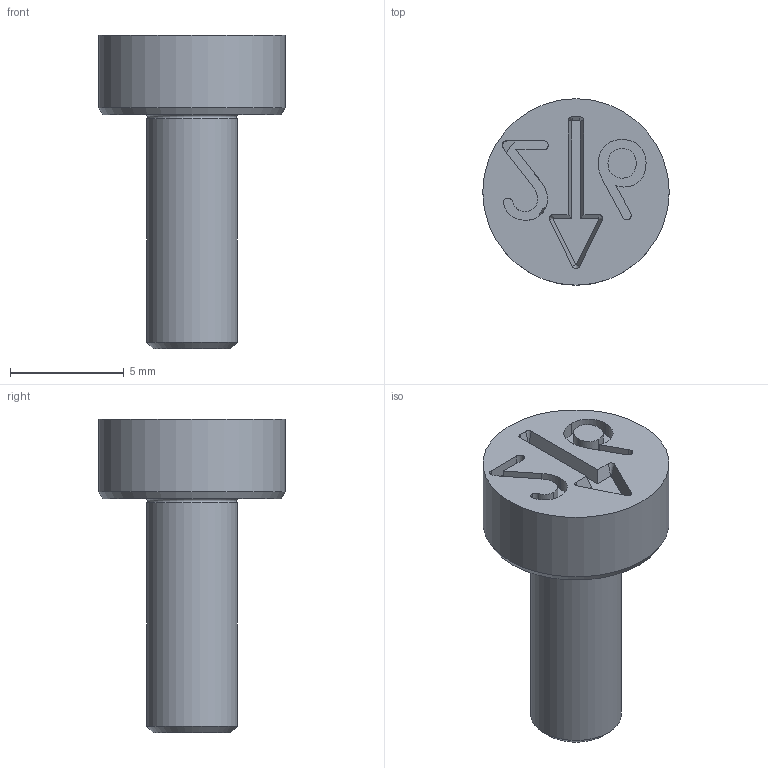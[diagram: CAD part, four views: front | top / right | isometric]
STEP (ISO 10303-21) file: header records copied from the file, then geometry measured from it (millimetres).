
FILE_DESCRIPTION(/* description */ (''),/* implementation_level */ '2;1');
FILE_NAME(/* name */ 'Dati-1400_F$16$Jahr.stp',/* time_stamp */ '2025-09-11T16:02:34+02:00',/* author */ ('olafg'),/* organization */ (''),/* preprocessor_version */ 'ST-DEVELOPER v20',/* originating_system */ 'Autodesk Inventor 2024',/* authorisation */ '');
FILE_SCHEMA (('AUTOMOTIVE_DESIGN { 1 0 10303 214 3 1 1 }'));
Length unit declared in the file: millimetre
Products named in the file (1): 2016-05-00 Stelleinsatz
Bounding box: 8.2 x 8.2 x 13.8 mm (x, y, z)
Volume: 306.1 mm3; surface area: 349.1 mm2
Topology: 1 solids, 1 shells, 61 faces, 160 edges, 106 vertices
Faces by surface type: bspline 25, plane 22, cone 10, cylinder 3, torus 1
Full cylindrical faces by diameter (mm): 4 x1, 8.2 x1
Entity records: 2179 total; most frequent: CARTESIAN_POINT 794, ORIENTED_EDGE 320, DIRECTION 201, EDGE_CURVE 160, VERTEX_POINT 106, LINE 81, VECTOR 81, EDGE_LOOP 66
